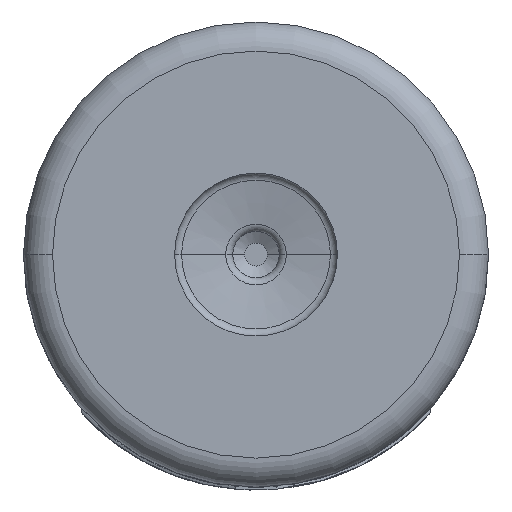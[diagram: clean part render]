
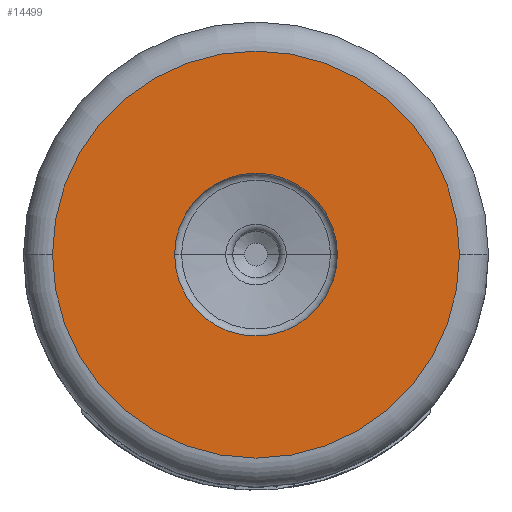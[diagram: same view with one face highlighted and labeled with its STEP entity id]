
A CAD part, front view. The second image highlights one B-rep face of the part: STEP entity #14499.
In plain terms, the highlighted planar face has unit normal (0, -1, 0).
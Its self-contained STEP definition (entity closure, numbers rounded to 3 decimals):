
#1977=CARTESIAN_POINT('',(0.,-4.,0.));
#1978=DIRECTION('',(0.,-1.,0.));
#1979=DIRECTION('',(1.,0.,0.));
#1980=AXIS2_PLACEMENT_3D('',#1977,#1978,#1979);
#1992=CARTESIAN_POINT('',(0.,-4.,0.));
#1993=DIRECTION('',(0.,-1.,0.));
#1994=DIRECTION('',(-1.,0.,0.));
#1995=AXIS2_PLACEMENT_3D('',#1992,#1993,#1994);
#1997=CARTESIAN_POINT('',(0.,-4.,0.));
#1998=DIRECTION('',(0.,-1.,0.));
#1999=DIRECTION('',(1.,0.,0.));
#2000=AXIS2_PLACEMENT_3D('',#1997,#1998,#1999);
#2002=CARTESIAN_POINT('',(0.,-4.,0.));
#2003=DIRECTION('',(0.,-1.,0.));
#2004=DIRECTION('',(-1.,0.,0.));
#2005=AXIS2_PLACEMENT_3D('',#2002,#2003,#2004);
#12329=CARTESIAN_POINT('',(-1.4,-4.,0.));
#12330=CARTESIAN_POINT('',(1.4,-4.,0.));
#12331=VERTEX_POINT('',#12329);
#12332=VERTEX_POINT('',#12330);
#12333=CARTESIAN_POINT('',(3.5,-4.,0.));
#12334=CARTESIAN_POINT('',(-3.5,-4.,0.));
#12335=VERTEX_POINT('',#12333);
#12336=VERTEX_POINT('',#12334);
#14483=CARTESIAN_POINT('',(0.,-4.,0.));
#14484=DIRECTION('',(0.,1.,0.));
#14485=DIRECTION('',(1.,0.,0.));
#14486=AXIS2_PLACEMENT_3D('',#14483,#14484,#14485);
#14487=PLANE('',#14486);
#14488=ORIENTED_EDGE('',*,*,#14473,.F.);
#14490=ORIENTED_EDGE('',*,*,#14489,.F.);
#14491=EDGE_LOOP('',(#14488,#14490));
#14492=FACE_OUTER_BOUND('',#14491,.F.);
#14494=ORIENTED_EDGE('',*,*,#14493,.T.);
#14496=ORIENTED_EDGE('',*,*,#14495,.T.);
#14497=EDGE_LOOP('',(#14494,#14496));
#14498=FACE_BOUND('',#14497,.F.);
#14499=ADVANCED_FACE('',(#14492,#14498),#14487,.F.);
#1981=CIRCLE('',#1980,3.5);
#1996=CIRCLE('',#1995,1.4);
#2001=CIRCLE('',#2000,1.4);
#2006=CIRCLE('',#2005,3.5);
#14473=EDGE_CURVE('',#12335,#12336,#1981,.T.);
#14489=EDGE_CURVE('',#12336,#12335,#2006,.T.);
#14493=EDGE_CURVE('',#12331,#12332,#1996,.T.);
#14495=EDGE_CURVE('',#12332,#12331,#2001,.T.);
